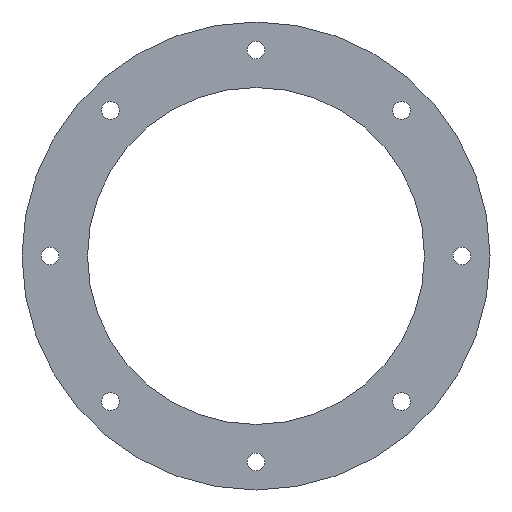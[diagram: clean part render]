
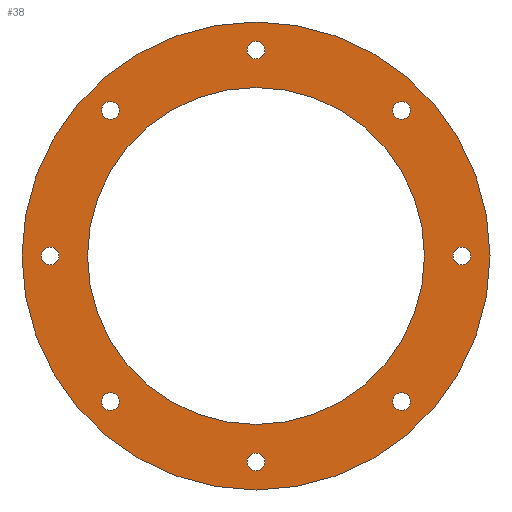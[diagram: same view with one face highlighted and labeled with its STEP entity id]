
A CAD part, left-side view. The second image highlights one B-rep face of the part: STEP entity #38.
In plain terms, the highlighted planar face has unit normal (-1, 0, 0).
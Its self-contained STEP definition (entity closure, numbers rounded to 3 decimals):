
#38 = ADVANCED_FACE( '', ( #81, #82, #83, #84, #85, #86, #87, #88, #89, #90 ), #91, .T. );
#81 = FACE_BOUND( '', #152, .T. );
#82 = FACE_BOUND( '', #153, .T. );
#83 = FACE_BOUND( '', #154, .T. );
#84 = FACE_BOUND( '', #155, .T. );
#85 = FACE_BOUND( '', #156, .T. );
#86 = FACE_BOUND( '', #157, .T. );
#87 = FACE_BOUND( '', #158, .T. );
#88 = FACE_BOUND( '', #159, .T. );
#89 = FACE_BOUND( '', #160, .T. );
#90 = FACE_OUTER_BOUND( '', #161, .T. );
#91 = PLANE( '', #162 );
#152 = EDGE_LOOP( '', ( #219 ) );
#153 = EDGE_LOOP( '', ( #220 ) );
#154 = EDGE_LOOP( '', ( #221 ) );
#155 = EDGE_LOOP( '', ( #222 ) );
#156 = EDGE_LOOP( '', ( #223 ) );
#157 = EDGE_LOOP( '', ( #224 ) );
#158 = EDGE_LOOP( '', ( #225 ) );
#159 = EDGE_LOOP( '', ( #226 ) );
#160 = EDGE_LOOP( '', ( #227 ) );
#161 = EDGE_LOOP( '', ( #228 ) );
#162 = AXIS2_PLACEMENT_3D( '', #229, #230, #231 );
#219 = ORIENTED_EDGE( '', *, *, #304, .T. );
#220 = ORIENTED_EDGE( '', *, *, #305, .T. );
#221 = ORIENTED_EDGE( '', *, *, #306, .T. );
#222 = ORIENTED_EDGE( '', *, *, #307, .T. );
#223 = ORIENTED_EDGE( '', *, *, #308, .T. );
#224 = ORIENTED_EDGE( '', *, *, #309, .T. );
#225 = ORIENTED_EDGE( '', *, *, #310, .T. );
#226 = ORIENTED_EDGE( '', *, *, #311, .T. );
#227 = ORIENTED_EDGE( '', *, *, #312, .T. );
#228 = ORIENTED_EDGE( '', *, *, #301, .F. );
#229 = CARTESIAN_POINT( '', ( 0., 125., 0. ) );
#230 = DIRECTION( '', ( -1., 0., 0. ) );
#231 = DIRECTION( '', ( 0., 0., 1. ) );
#301 = EDGE_CURVE( '', #333, #333, #334, .T. );
#304 = EDGE_CURVE( '', #338, #338, #339, .T. );
#305 = EDGE_CURVE( '', #340, #340, #341, .T. );
#306 = EDGE_CURVE( '', #342, #342, #343, .T. );
#307 = EDGE_CURVE( '', #344, #344, #345, .T. );
#308 = EDGE_CURVE( '', #346, #346, #347, .T. );
#309 = EDGE_CURVE( '', #348, #348, #349, .T. );
#310 = EDGE_CURVE( '', #350, #350, #351, .T. );
#311 = EDGE_CURVE( '', #352, #352, #353, .T. );
#312 = EDGE_CURVE( '', #354, #354, #355, .T. );
#333 = VERTEX_POINT( '', #385 );
#334 = CIRCLE( '', #386, 125. );
#338 = VERTEX_POINT( '', #390 );
#339 = CIRCLE( '', #391, 90. );
#340 = VERTEX_POINT( '', #392 );
#341 = CIRCLE( '', #393, 4.75 );
#342 = VERTEX_POINT( '', #394 );
#343 = CIRCLE( '', #395, 4.75 );
#344 = VERTEX_POINT( '', #396 );
#345 = CIRCLE( '', #397, 4.75 );
#346 = VERTEX_POINT( '', #398 );
#347 = CIRCLE( '', #399, 4.75 );
#348 = VERTEX_POINT( '', #400 );
#349 = CIRCLE( '', #401, 4.75 );
#350 = VERTEX_POINT( '', #402 );
#351 = CIRCLE( '', #403, 4.75 );
#352 = VERTEX_POINT( '', #404 );
#353 = CIRCLE( '', #405, 4.75 );
#354 = VERTEX_POINT( '', #406 );
#355 = CIRCLE( '', #407, 4.75 );
#385 = CARTESIAN_POINT( '', ( 0., 0., -125. ) );
#386 = AXIS2_PLACEMENT_3D( '', #436, #437, #438 );
#390 = CARTESIAN_POINT( '', ( 0., 0., -90. ) );
#391 = AXIS2_PLACEMENT_3D( '', #442, #443, #444 );
#392 = CARTESIAN_POINT( '', ( 0., 110., -4.75 ) );
#393 = AXIS2_PLACEMENT_3D( '', #445, #446, #447 );
#394 = CARTESIAN_POINT( '', ( 0., 0., -114.75 ) );
#395 = AXIS2_PLACEMENT_3D( '', #448, #449, #450 );
#396 = CARTESIAN_POINT( '', ( 0., -77.782, -82.532 ) );
#397 = AXIS2_PLACEMENT_3D( '', #451, #452, #453 );
#398 = CARTESIAN_POINT( '', ( 0., -110., -4.75 ) );
#399 = AXIS2_PLACEMENT_3D( '', #454, #455, #456 );
#400 = CARTESIAN_POINT( '', ( 0., -77.782, 73.032 ) );
#401 = AXIS2_PLACEMENT_3D( '', #457, #458, #459 );
#402 = CARTESIAN_POINT( '', ( 0., 0., 105.25 ) );
#403 = AXIS2_PLACEMENT_3D( '', #460, #461, #462 );
#404 = CARTESIAN_POINT( '', ( 0., 77.782, 73.032 ) );
#405 = AXIS2_PLACEMENT_3D( '', #463, #464, #465 );
#406 = CARTESIAN_POINT( '', ( 0., 77.782, -82.532 ) );
#407 = AXIS2_PLACEMENT_3D( '', #466, #467, #468 );
#436 = CARTESIAN_POINT( '', ( 0., 0., 0. ) );
#437 = DIRECTION( '', ( 1., 0., 0. ) );
#438 = DIRECTION( '', ( 0., 0., -1. ) );
#442 = CARTESIAN_POINT( '', ( 0., 0., 0. ) );
#443 = DIRECTION( '', ( 1., 0., 0. ) );
#444 = DIRECTION( '', ( 0., 0., -1. ) );
#445 = CARTESIAN_POINT( '', ( 0., 110., 0. ) );
#446 = DIRECTION( '', ( 1., 0., 0. ) );
#447 = DIRECTION( '', ( 0., 0., -1. ) );
#448 = CARTESIAN_POINT( '', ( 0., 0., -110. ) );
#449 = DIRECTION( '', ( 1., 0., 0. ) );
#450 = DIRECTION( '', ( 0., 0., -1. ) );
#451 = CARTESIAN_POINT( '', ( 0., -77.782, -77.782 ) );
#452 = DIRECTION( '', ( 1., 0., 0. ) );
#453 = DIRECTION( '', ( 0., 0., -1. ) );
#454 = CARTESIAN_POINT( '', ( 0., -110., 0. ) );
#455 = DIRECTION( '', ( 1., 0., 0. ) );
#456 = DIRECTION( '', ( 0., 0., -1. ) );
#457 = CARTESIAN_POINT( '', ( 0., -77.782, 77.782 ) );
#458 = DIRECTION( '', ( 1., 0., 0. ) );
#459 = DIRECTION( '', ( 0., 0., -1. ) );
#460 = CARTESIAN_POINT( '', ( 0., 0., 110. ) );
#461 = DIRECTION( '', ( 1., 0., 0. ) );
#462 = DIRECTION( '', ( 0., 0., -1. ) );
#463 = CARTESIAN_POINT( '', ( 0., 77.782, 77.782 ) );
#464 = DIRECTION( '', ( 1., 0., 0. ) );
#465 = DIRECTION( '', ( 0., 0., -1. ) );
#466 = CARTESIAN_POINT( '', ( 0., 77.782, -77.782 ) );
#467 = DIRECTION( '', ( 1., 0., 0. ) );
#468 = DIRECTION( '', ( 0., 0., -1. ) );
